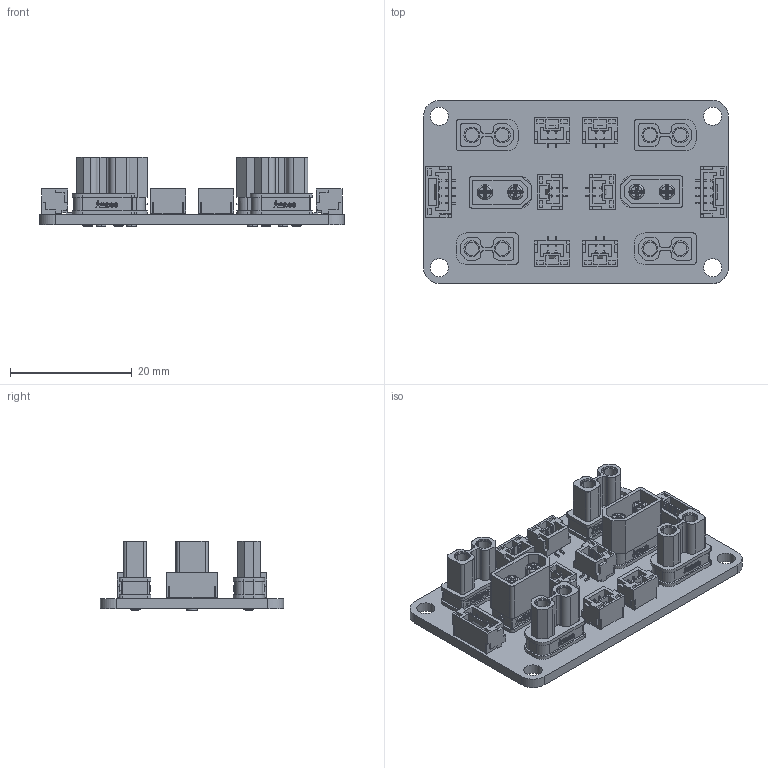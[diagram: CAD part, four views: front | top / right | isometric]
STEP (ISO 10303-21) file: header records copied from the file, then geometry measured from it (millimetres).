
FILE_DESCRIPTION(('Open CASCADE Model'),'2;1');
FILE_NAME('Open CASCADE Shape Model','2021-09-28T20:49:50',('Author'),( 'Open CASCADE'),'Open CASCADE STEP processor 6.8','Open CASCADE 6.8' ,'Unknown');
FILE_SCHEMA(('AUTOMOTIVE_DESIGN { 1 0 10303 214 1 1 1 1 }'));
Length unit declared in the file: millimetre
Products named in the file (21): PCB; Board; Open CASCADE STEP translator 6.8 2.1.1; P16; JST_GH_BM02B-GHS-TBT_1x02-1MP_P1.25mm_Vertical; P15; P14; P13; P12; P11; P10; JST_GH_BM04B-GHS-TBT_1x04-1MP_P1.25mm_Vertical; P9; P8; XT30UPB-M; P7; P6; XT30UPB-F; P5; P4; P3
Assembly tree (30 placements, depth 3):
  PCB
    Board
      Open CASCADE STEP translator 6.8 2.1.1
    P16
      JST_GH_BM02B-GHS-TBT_1x02-1MP_P1.25mm_Vertical
    P15
      JST_GH_BM02B-GHS-TBT_1x02-1MP_P1.25mm_Vertical
    P14
      JST_GH_BM02B-GHS-TBT_1x02-1MP_P1.25mm_Vertical
    P13
      JST_GH_BM02B-GHS-TBT_1x02-1MP_P1.25mm_Vertical
    P12
      JST_GH_BM02B-GHS-TBT_1x02-1MP_P1.25mm_Vertical
    P11
      JST_GH_BM02B-GHS-TBT_1x02-1MP_P1.25mm_Vertical
    P10
      JST_GH_BM04B-GHS-TBT_1x04-1MP_P1.25mm_Vertical
    P9
      JST_GH_BM04B-GHS-TBT_1x04-1MP_P1.25mm_Vertical
    P8
      XT30UPB-M
    P7
      XT30UPB-M
    P6
      XT30UPB-F
    P5
      XT30UPB-F
    P4
      XT30UPB-F
    P3
      XT30UPB-F
Bounding box: 50.13 x 30.13 x 11.4 mm (x, y, z)
Volume: 4637.8 mm3; surface area: 8746.5 mm2
Topology: 19 solids, 19 shells, 3508 faces, 9542 edges, 6292 vertices
Faces by surface type: plane 2788, bspline 400, cylinder 304, cone 16
Full cylindrical faces by diameter (mm): 1.8 x12, 3 x4
Entity records: 52974 total; most frequent: CARTESIAN_POINT 14710, ORIENTED_EDGE 6812, DIRECTION 5722, EDGE_CURVE 3406, LINE 2878, VECTOR 2878, VERTEX_POINT 2240, AXIS2_PLACEMENT_3D 1422
